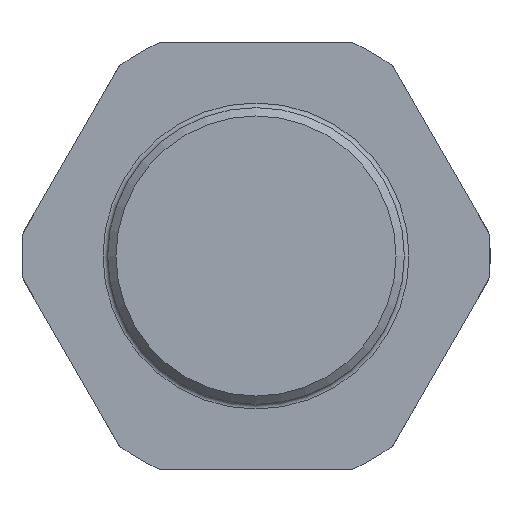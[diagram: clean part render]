
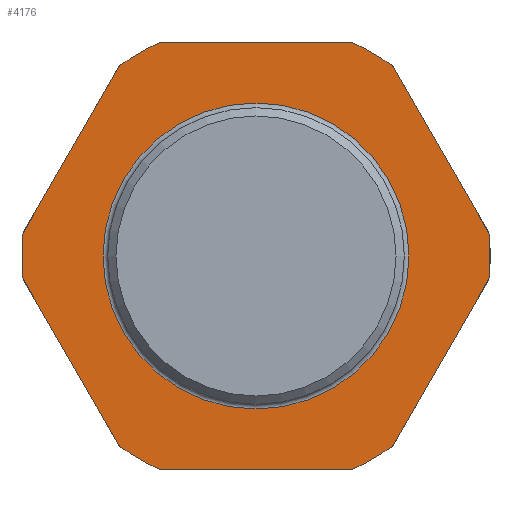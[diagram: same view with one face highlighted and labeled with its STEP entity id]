
A CAD part, left-side view. The second image highlights one B-rep face of the part: STEP entity #4176.
In plain terms, the highlighted planar face has unit normal (-1, 0, 0).
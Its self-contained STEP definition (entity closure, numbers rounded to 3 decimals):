
#86=FACE_BOUND('',#937,.T.);
#200=LINE('',#6232,#398);
#203=LINE('',#6262,#401);
#206=LINE('',#6292,#404);
#209=LINE('',#6322,#407);
#212=LINE('',#6342,#410);
#215=LINE('',#6385,#413);
#398=VECTOR('',#4951,10.);
#401=VECTOR('',#4956,10.);
#404=VECTOR('',#4961,10.);
#407=VECTOR('',#4966,10.);
#410=VECTOR('',#4971,10.);
#413=VECTOR('',#4976,10.);
#714=FACE_OUTER_BOUND('',#936,.T.);
#936=EDGE_LOOP('',(#2619,#2620,#2621,#2622,#2623,#2624,#2625,#2626,#2627,
#2628,#2629,#2630));
#937=EDGE_LOOP('',(#2631,#2632));
#1156=CIRCLE('',#4422,25.25);
#1157=CIRCLE('',#4424,25.25);
#1160=CIRCLE('',#4428,25.25);
#1162=CIRCLE('',#4431,25.25);
#1164=CIRCLE('',#4434,25.25);
#1165=CIRCLE('',#4436,25.25);
#1170=CIRCLE('',#4443,16.5);
#1171=CIRCLE('',#4444,16.5);
#1464=VERTEX_POINT('',#6229);
#1465=VERTEX_POINT('',#6231);
#1468=VERTEX_POINT('',#6259);
#1469=VERTEX_POINT('',#6261);
#1472=VERTEX_POINT('',#6289);
#1473=VERTEX_POINT('',#6291);
#1476=VERTEX_POINT('',#6319);
#1477=VERTEX_POINT('',#6321);
#1480=VERTEX_POINT('',#6339);
#1481=VERTEX_POINT('',#6341);
#1485=VERTEX_POINT('',#6382);
#1486=VERTEX_POINT('',#6384);
#1489=VERTEX_POINT('',#6412);
#1490=VERTEX_POINT('',#6413);
#1909=EDGE_CURVE('',#1465,#1464,#200,.T.);
#1913=EDGE_CURVE('',#1469,#1468,#203,.T.);
#1917=EDGE_CURVE('',#1473,#1472,#206,.T.);
#1921=EDGE_CURVE('',#1477,#1476,#209,.T.);
#1925=EDGE_CURVE('',#1481,#1480,#212,.T.);
#1930=EDGE_CURVE('',#1486,#1485,#215,.T.);
#1933=EDGE_CURVE('',#1486,#1480,#1156,.T.);
#1934=EDGE_CURVE('',#1473,#1476,#1157,.T.);
#1937=EDGE_CURVE('',#1481,#1472,#1160,.T.);
#1939=EDGE_CURVE('',#1477,#1468,#1162,.T.);
#1941=EDGE_CURVE('',#1469,#1464,#1164,.T.);
#1942=EDGE_CURVE('',#1465,#1485,#1165,.T.);
#1947=EDGE_CURVE('',#1489,#1490,#1170,.T.);
#1948=EDGE_CURVE('',#1490,#1489,#1171,.T.);
#2619=ORIENTED_EDGE('',*,*,#1909,.T.);
#2620=ORIENTED_EDGE('',*,*,#1941,.F.);
#2621=ORIENTED_EDGE('',*,*,#1913,.T.);
#2622=ORIENTED_EDGE('',*,*,#1939,.F.);
#2623=ORIENTED_EDGE('',*,*,#1921,.T.);
#2624=ORIENTED_EDGE('',*,*,#1934,.F.);
#2625=ORIENTED_EDGE('',*,*,#1917,.T.);
#2626=ORIENTED_EDGE('',*,*,#1937,.F.);
#2627=ORIENTED_EDGE('',*,*,#1925,.T.);
#2628=ORIENTED_EDGE('',*,*,#1933,.F.);
#2629=ORIENTED_EDGE('',*,*,#1930,.T.);
#2630=ORIENTED_EDGE('',*,*,#1942,.F.);
#2631=ORIENTED_EDGE('',*,*,#1947,.T.);
#2632=ORIENTED_EDGE('',*,*,#1948,.T.);
#3850=PLANE('',#4442);
#4176=ADVANCED_FACE('',(#714,#86),#3850,.T.);
#4422=AXIS2_PLACEMENT_3D('',#6389,#4982,#4983);
#4424=AXIS2_PLACEMENT_3D('',#6391,#4986,#4987);
#4428=AXIS2_PLACEMENT_3D('',#6395,#4994,#4995);
#4431=AXIS2_PLACEMENT_3D('',#6398,#5000,#5001);
#4434=AXIS2_PLACEMENT_3D('',#6401,#5006,#5007);
#4436=AXIS2_PLACEMENT_3D('',#6403,#5010,#5011);
#4442=AXIS2_PLACEMENT_3D('',#6411,#5022,#5023);
#4443=AXIS2_PLACEMENT_3D('',#6414,#5024,#5025);
#4444=AXIS2_PLACEMENT_3D('',#6415,#5026,#5027);
#4951=DIRECTION('',(0.,0.5,0.866));
#4956=DIRECTION('',(0.,1.,0.));
#4961=DIRECTION('',(0.,-0.5,-0.866));
#4966=DIRECTION('',(0.,0.5,-0.866));
#4971=DIRECTION('',(0.,-1.,0.));
#4976=DIRECTION('',(0.,-0.5,0.866));
#4982=DIRECTION('center_axis',(1.,0.,0.));
#4983=DIRECTION('ref_axis',(0.,0.,1.));
#4986=DIRECTION('center_axis',(1.,0.,0.));
#4987=DIRECTION('ref_axis',(0.,0.,1.));
#4994=DIRECTION('center_axis',(1.,0.,0.));
#4995=DIRECTION('ref_axis',(0.,0.,1.));
#5000=DIRECTION('center_axis',(1.,0.,0.));
#5001=DIRECTION('ref_axis',(0.,0.,1.));
#5006=DIRECTION('center_axis',(1.,0.,0.));
#5007=DIRECTION('ref_axis',(0.,0.,1.));
#5010=DIRECTION('center_axis',(1.,0.,0.));
#5011=DIRECTION('ref_axis',(0.,0.,1.));
#5022=DIRECTION('center_axis',(-1.,0.,0.));
#5023=DIRECTION('ref_axis',(0.,0.,-1.));
#5024=DIRECTION('center_axis',(1.,0.,0.));
#5025=DIRECTION('ref_axis',(0.,0.,1.));
#5026=DIRECTION('center_axis',(1.,0.,0.));
#5027=DIRECTION('ref_axis',(0.,0.,1.));
#6229=CARTESIAN_POINT('',(1.78,-14.709,20.523));
#6231=CARTESIAN_POINT('',(1.78,-25.128,2.477));
#6232=CARTESIAN_POINT('',(1.78,-25.68,1.522));
#6259=CARTESIAN_POINT('',(1.78,10.419,23.));
#6261=CARTESIAN_POINT('',(1.78,-10.419,23.));
#6262=CARTESIAN_POINT('',(1.78,-17.835,23.));
#6289=CARTESIAN_POINT('',(1.78,14.709,-20.523));
#6291=CARTESIAN_POINT('',(1.78,25.128,-2.477));
#6292=CARTESIAN_POINT('',(1.78,19.367,-12.455));
#6319=CARTESIAN_POINT('',(1.78,25.128,2.477));
#6321=CARTESIAN_POINT('',(1.78,14.709,20.523));
#6322=CARTESIAN_POINT('',(1.78,14.158,21.478));
#6339=CARTESIAN_POINT('',(1.78,-10.419,-23.));
#6341=CARTESIAN_POINT('',(1.78,10.419,-23.));
#6342=CARTESIAN_POINT('',(1.78,-7.415,-23.));
#6382=CARTESIAN_POINT('',(1.78,-25.128,-2.477));
#6384=CARTESIAN_POINT('',(1.78,-14.709,-20.523));
#6385=CARTESIAN_POINT('',(1.78,-20.47,-10.545));
#6389=CARTESIAN_POINT('Origin',(1.78,0.,0.));
#6391=CARTESIAN_POINT('Origin',(1.78,0.,0.));
#6395=CARTESIAN_POINT('Origin',(1.78,0.,0.));
#6398=CARTESIAN_POINT('Origin',(1.78,0.,0.));
#6401=CARTESIAN_POINT('Origin',(1.78,0.,0.));
#6403=CARTESIAN_POINT('Origin',(1.78,0.,0.));
#6411=CARTESIAN_POINT('Origin',(1.78,-25.25,0.));
#6412=CARTESIAN_POINT('',(1.78,-16.5,0.));
#6413=CARTESIAN_POINT('',(1.78,0.,-16.5));
#6414=CARTESIAN_POINT('Origin',(1.78,0.,0.));
#6415=CARTESIAN_POINT('Origin',(1.78,0.,0.));
